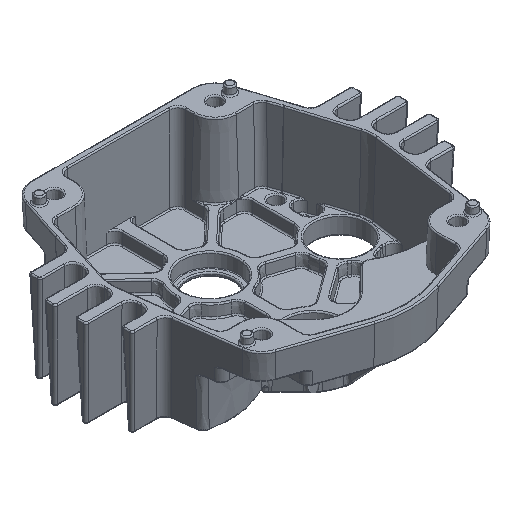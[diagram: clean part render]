
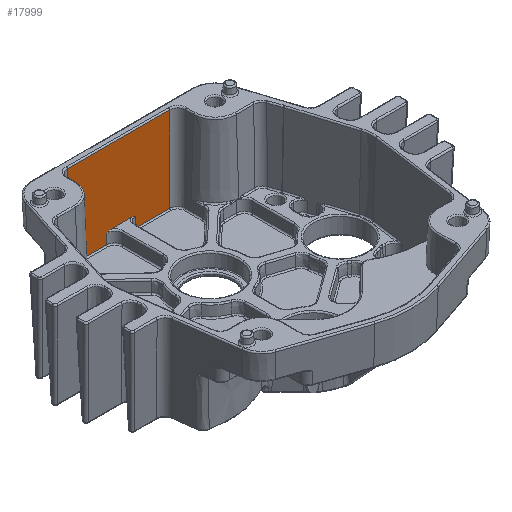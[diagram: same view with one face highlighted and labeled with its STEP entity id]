
A CAD part, isometric view. The second image highlights one B-rep face of the part: STEP entity #17999.
In plain terms, the highlighted planar face has unit normal (0, -0.999, 0.035).
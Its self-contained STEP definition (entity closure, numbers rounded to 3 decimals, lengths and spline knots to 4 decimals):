
#106=PLANE('',#19651);
#534=LINE('',#35155,#1385);
#672=LINE('',#39536,#1523);
#673=LINE('',#39538,#1524);
#674=LINE('',#39540,#1525);
#675=LINE('',#39542,#1526);
#676=LINE('',#39543,#1527);
#677=LINE('',#39556,#1528);
#678=LINE('',#39557,#1529);
#1385=VECTOR('',#22458,39.3701);
#1523=VECTOR('',#23018,39.3701);
#1524=VECTOR('',#23019,39.3701);
#1525=VECTOR('',#23020,39.3701);
#1526=VECTOR('',#23021,39.3701);
#1527=VECTOR('',#23022,39.3701);
#1528=VECTOR('',#23023,39.3701);
#1529=VECTOR('',#23024,39.3701);
#3462=B_SPLINE_CURVE_WITH_KNOTS('',3,(#39513,#39514,#39515,#39516,#39517,
#39518,#39519,#39520,#39521,#39522),.UNSPECIFIED.,.F.,.F.,(4,2,2,2,4),(-0.1621,
-0.1509,-0.0795,0.,0.0118),
 .UNSPECIFIED.);
#3463=B_SPLINE_CURVE_WITH_KNOTS('',3,(#39545,#39546,#39547,#39548,#39549,
#39550,#39551,#39552,#39553,#39554),.UNSPECIFIED.,.F.,.F.,(4,2,2,2,4),(0.,
0.0128,0.0944,0.1852,0.1986),
 .UNSPECIFIED.);
#4262=FACE_OUTER_BOUND('',#5574,.T.);
#5574=EDGE_LOOP('',(#14316,#14317,#14318,#14319,#14320,#14321,#14322,#14323,
#14324,#14325));
#8129=VERTEX_POINT('',#35134);
#8130=VERTEX_POINT('',#35154);
#8407=VERTEX_POINT('',#39512);
#8408=VERTEX_POINT('',#39534);
#8409=VERTEX_POINT('',#39535);
#8410=VERTEX_POINT('',#39537);
#8411=VERTEX_POINT('',#39539);
#8412=VERTEX_POINT('',#39541);
#8413=VERTEX_POINT('',#39544);
#8414=VERTEX_POINT('',#39555);
#10080=EDGE_CURVE('',#8129,#8130,#534,.T.);
#10489=EDGE_CURVE('',#8130,#8407,#3462,.T.);
#10491=EDGE_CURVE('',#8408,#8409,#672,.T.);
#10492=EDGE_CURVE('',#8409,#8410,#673,.T.);
#10493=EDGE_CURVE('',#8410,#8411,#674,.T.);
#10494=EDGE_CURVE('',#8411,#8412,#675,.T.);
#10495=EDGE_CURVE('',#8412,#8407,#676,.T.);
#10496=EDGE_CURVE('',#8129,#8413,#3463,.T.);
#10497=EDGE_CURVE('',#8413,#8414,#677,.T.);
#10498=EDGE_CURVE('',#8414,#8408,#678,.T.);
#14316=ORIENTED_EDGE('',*,*,#10491,.T.);
#14317=ORIENTED_EDGE('',*,*,#10492,.T.);
#14318=ORIENTED_EDGE('',*,*,#10493,.T.);
#14319=ORIENTED_EDGE('',*,*,#10494,.T.);
#14320=ORIENTED_EDGE('',*,*,#10495,.T.);
#14321=ORIENTED_EDGE('',*,*,#10489,.F.);
#14322=ORIENTED_EDGE('',*,*,#10080,.F.);
#14323=ORIENTED_EDGE('',*,*,#10496,.T.);
#14324=ORIENTED_EDGE('',*,*,#10497,.T.);
#14325=ORIENTED_EDGE('',*,*,#10498,.T.);
#17999=ADVANCED_FACE('',(#4262),#106,.T.);
#19651=AXIS2_PLACEMENT_3D('',#39533,#23016,#23017);
#22458=DIRECTION('',(-1.,0.,0.));
#23016=DIRECTION('center_axis',(0.,-0.999,0.035));
#23017=DIRECTION('ref_axis',(0.,-0.035,-0.999));
#23018=DIRECTION('',(0.035,0.035,0.999));
#23019=DIRECTION('',(-1.,0.,0.));
#23020=DIRECTION('',(0.035,-0.035,-0.999));
#23021=DIRECTION('',(1.,0.,0.));
#23022=DIRECTION('',(0.035,0.035,0.999));
#23023=DIRECTION('',(0.035,-0.035,-0.999));
#23024=DIRECTION('',(1.,0.,0.));
#35134=CARTESIAN_POINT('',(0.1533,2.99,0.28));
#35154=CARTESIAN_POINT('',(-0.1533,2.99,0.28));
#35155=CARTESIAN_POINT('',(1.25,2.9901,0.28));
#39512=CARTESIAN_POINT('',(-0.2256,2.9894,0.2607));
#39513=CARTESIAN_POINT('Ctrl Pts',(-0.1533,2.9901,0.28));
#39514=CARTESIAN_POINT('Ctrl Pts',(-0.155,2.9901,
0.28));
#39515=CARTESIAN_POINT('Ctrl Pts',(-0.1567,2.9901,0.2799));
#39516=CARTESIAN_POINT('Ctrl Pts',(-0.169,2.99,
0.2792));
#39517=CARTESIAN_POINT('Ctrl Pts',(-0.18,2.9899,
0.2767));
#39518=CARTESIAN_POINT('Ctrl Pts',(-0.2016,2.9897,0.2702));
#39519=CARTESIAN_POINT('Ctrl Pts',(-0.2128,2.9896,0.2658));
#39520=CARTESIAN_POINT('Ctrl Pts',(-0.2239,2.9894,
0.2614));
#39521=CARTESIAN_POINT('Ctrl Pts',(-0.2242,2.9894,
0.2613));
#39522=CARTESIAN_POINT('Ctrl Pts',(-0.2256,2.9894,0.2607));
#39533=CARTESIAN_POINT('Origin',(0.,2.9901,
0.28));
#39534=CARTESIAN_POINT('',(0.7491,2.9841,0.1093));
#39535=CARTESIAN_POINT('',(0.7939,3.0288,1.3907));
#39536=CARTESIAN_POINT('',(0.7491,2.9841,0.1093));
#39537=CARTESIAN_POINT('',(-0.7939,3.0288,1.3907));
#39538=CARTESIAN_POINT('',(0.,3.0288,1.3907));
#39539=CARTESIAN_POINT('',(-0.7491,2.9841,0.1093));
#39540=CARTESIAN_POINT('',(-0.7939,3.0288,1.3907));
#39541=CARTESIAN_POINT('',(-0.2309,2.9841,0.1093));
#39542=CARTESIAN_POINT('',(0.,2.9841,0.1093));
#39543=CARTESIAN_POINT('',(-0.2309,2.9841,0.1093));
#39544=CARTESIAN_POINT('',(0.2256,2.9894,0.2607));
#39545=CARTESIAN_POINT('Ctrl Pts',(0.1533,2.9901,0.28));
#39546=CARTESIAN_POINT('Ctrl Pts',(0.155,2.9901,0.28));
#39547=CARTESIAN_POINT('Ctrl Pts',(0.1567,2.9901,0.2799));
#39548=CARTESIAN_POINT('Ctrl Pts',(0.169,2.99,0.2792));
#39549=CARTESIAN_POINT('Ctrl Pts',(0.18,2.9899,0.2767));
#39550=CARTESIAN_POINT('Ctrl Pts',(0.2016,2.9897,0.2702));
#39551=CARTESIAN_POINT('Ctrl Pts',(0.2128,2.9896,0.2658));
#39552=CARTESIAN_POINT('Ctrl Pts',(0.2239,2.9894,0.2614));
#39553=CARTESIAN_POINT('Ctrl Pts',(0.2242,2.9894,0.2613));
#39554=CARTESIAN_POINT('Ctrl Pts',(0.2256,2.9894,0.2607));
#39555=CARTESIAN_POINT('',(0.2309,2.9841,0.1093));
#39556=CARTESIAN_POINT('',(0.2256,2.9894,0.2607));
#39557=CARTESIAN_POINT('',(0.,2.9841,0.1093));
